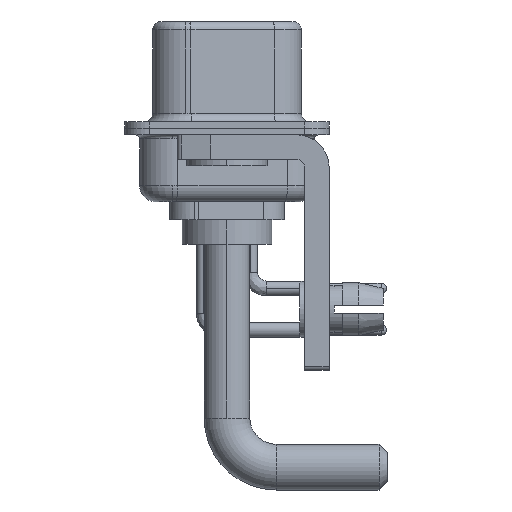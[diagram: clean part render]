
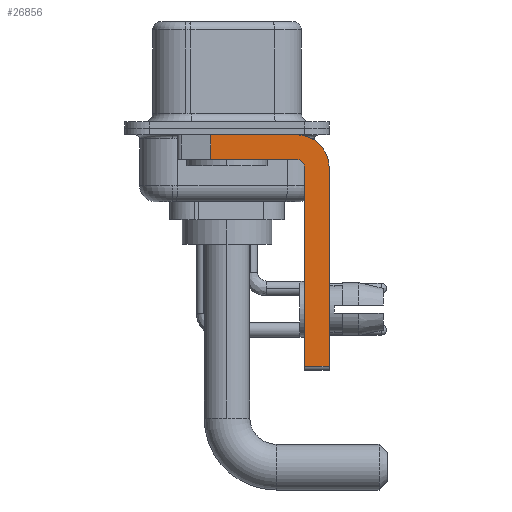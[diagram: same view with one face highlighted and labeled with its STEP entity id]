
A CAD part, left-side view. The second image highlights one B-rep face of the part: STEP entity #26856.
In plain terms, the highlighted planar face has unit normal (-1, 0, 0).
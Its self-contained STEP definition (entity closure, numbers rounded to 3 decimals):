
#17 = CARTESIAN_POINT ( 'NONE',  ( -2.9, -4.25, -1.9 ) ) ;
#51 = VECTOR ( 'NONE', #22878, 1000. ) ;
#166 = LINE ( 'NONE', #9370, #23232 ) ;
#294 = DIRECTION ( 'NONE',  ( 0., -1., 0. ) ) ;
#970 = CARTESIAN_POINT ( 'NONE',  ( -2.9, -4.25, -2.4 ) ) ;
#1022 = ORIENTED_EDGE ( 'NONE', *, *, #9136, .F. ) ;
#1659 = ORIENTED_EDGE ( 'NONE', *, *, #4308, .F. ) ;
#1971 = VECTOR ( 'NONE', #294, 1000. ) ;
#2349 = CARTESIAN_POINT ( 'NONE',  ( -2.9, 3., -0.4 ) ) ;
#2905 = CARTESIAN_POINT ( 'NONE',  ( -2.9, -4.25, -14.55 ) ) ;
#3446 = CIRCLE ( 'NONE', #19113, 2. ) ;
#3689 = VECTOR ( 'NONE', #8511, 1000. ) ;
#3708 = EDGE_CURVE ( 'NONE', #13785, #19053, #13382, .T. ) ;
#4308 = EDGE_CURVE ( 'NONE', #9891, #15599, #27348, .T. ) ;
#5834 = DIRECTION ( 'NONE',  ( 1., 0., 0. ) ) ;
#6451 = EDGE_LOOP ( 'NONE', ( #1659, #6667, #10605, #12013, #9924, #25104, #27396, #1022 ) ) ;
#6667 = ORIENTED_EDGE ( 'NONE', *, *, #9456, .T. ) ;
#7139 = DIRECTION ( 'NONE',  ( 1., 0., 0. ) ) ;
#8511 = DIRECTION ( 'NONE',  ( 0., 1., 0. ) ) ;
#8735 = FACE_OUTER_BOUND ( 'NONE', #6451, .T. ) ;
#9136 = EDGE_CURVE ( 'NONE', #15599, #15189, #3446, .T. ) ;
#9370 = CARTESIAN_POINT ( 'NONE',  ( -2.9, -6.25, -2.4 ) ) ;
#9456 = EDGE_CURVE ( 'NONE', #9891, #17125, #20286, .T. ) ;
#9508 = AXIS2_PLACEMENT_3D ( 'NONE', #970, #26718, #26114 ) ;
#9517 = DIRECTION ( 'NONE',  ( 0., 0., -1. ) ) ;
#9806 = LINE ( 'NONE', #2905, #1971 ) ;
#9891 = VERTEX_POINT ( 'NONE', #17947 ) ;
#9924 = ORIENTED_EDGE ( 'NONE', *, *, #21484, .F. ) ;
#10605 = ORIENTED_EDGE ( 'NONE', *, *, #24907, .F. ) ;
#10812 = CARTESIAN_POINT ( 'NONE',  ( -2.9, -4.25, -1.9 ) ) ;
#11396 = LINE ( 'NONE', #15392, #11400 ) ;
#11400 = VECTOR ( 'NONE', #18003, 1000. ) ;
#11872 = CARTESIAN_POINT ( 'NONE',  ( -2.9, -4.75, -2.4 ) ) ;
#12013 = ORIENTED_EDGE ( 'NONE', *, *, #3708, .F. ) ;
#13131 = CARTESIAN_POINT ( 'NONE',  ( -2.9, -6.25, -2.4 ) ) ;
#13382 = CIRCLE ( 'NONE', #9508, 0.5 ) ;
#13528 = DIRECTION ( 'NONE',  ( 0., -1., 0. ) ) ;
#13785 = VERTEX_POINT ( 'NONE', #11872 ) ;
#14322 = DIRECTION ( 'NONE',  ( 0., 0., -1. ) ) ;
#15159 = DIRECTION ( 'NONE',  ( 0., 0., -1. ) ) ;
#15189 = VERTEX_POINT ( 'NONE', #13131 ) ;
#15275 = VECTOR ( 'NONE', #13528, 1000. ) ;
#15392 = CARTESIAN_POINT ( 'NONE',  ( -2.9, -4.75, -14.8 ) ) ;
#15457 = CARTESIAN_POINT ( 'NONE',  ( -2.9, -4.25, -2.4 ) ) ;
#15599 = VERTEX_POINT ( 'NONE', #15984 ) ;
#15984 = CARTESIAN_POINT ( 'NONE',  ( -2.9, -4.25, -0.4 ) ) ;
#16629 = CARTESIAN_POINT ( 'NONE',  ( -2.9, -4.25, -2.4 ) ) ;
#16785 = EDGE_CURVE ( 'NONE', #24453, #20429, #9806, .T. ) ;
#17125 = VERTEX_POINT ( 'NONE', #21210 ) ;
#17471 = PLANE ( 'NONE',  #19941 ) ;
#17947 = CARTESIAN_POINT ( 'NONE',  ( -2.9, 0.978, -0.4 ) ) ;
#18003 = DIRECTION ( 'NONE',  ( 0., 0., 1. ) ) ;
#18294 = LINE ( 'NONE', #10812, #3689 ) ;
#19053 = VERTEX_POINT ( 'NONE', #17 ) ;
#19113 = AXIS2_PLACEMENT_3D ( 'NONE', #16629, #7139, #14322 ) ;
#19941 = AXIS2_PLACEMENT_3D ( 'NONE', #15457, #5834, #15159 ) ;
#20286 = LINE ( 'NONE', #27496, #51 ) ;
#20429 = VERTEX_POINT ( 'NONE', #24818 ) ;
#21210 = CARTESIAN_POINT ( 'NONE',  ( -2.9, 0.978, -1.9 ) ) ;
#21484 = EDGE_CURVE ( 'NONE', #24453, #13785, #11396, .T. ) ;
#22878 = DIRECTION ( 'NONE',  ( 0., 0., -1. ) ) ;
#23232 = VECTOR ( 'NONE', #9517, 1000. ) ;
#23311 = EDGE_CURVE ( 'NONE', #15189, #20429, #166, .T. ) ;
#24453 = VERTEX_POINT ( 'NONE', #27392 ) ;
#24818 = CARTESIAN_POINT ( 'NONE',  ( -2.9, -6.25, -14.55 ) ) ;
#24907 = EDGE_CURVE ( 'NONE', #19053, #17125, #18294, .T. ) ;
#25104 = ORIENTED_EDGE ( 'NONE', *, *, #16785, .T. ) ;
#26114 = DIRECTION ( 'NONE',  ( 0., 0., 1. ) ) ;
#26718 = DIRECTION ( 'NONE',  ( -1., 0., 0. ) ) ;
#26856 = ADVANCED_FACE ( 'NONE', ( #8735 ), #17471, .F. ) ;
#27348 = LINE ( 'NONE', #2349, #15275 ) ;
#27392 = CARTESIAN_POINT ( 'NONE',  ( -2.9, -4.75, -14.55 ) ) ;
#27396 = ORIENTED_EDGE ( 'NONE', *, *, #23311, .F. ) ;
#27496 = CARTESIAN_POINT ( 'NONE',  ( -2.9, 0.978, -1.9 ) ) ;
